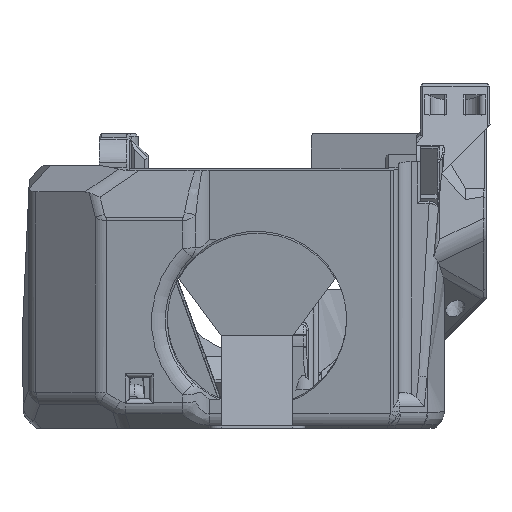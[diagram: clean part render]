
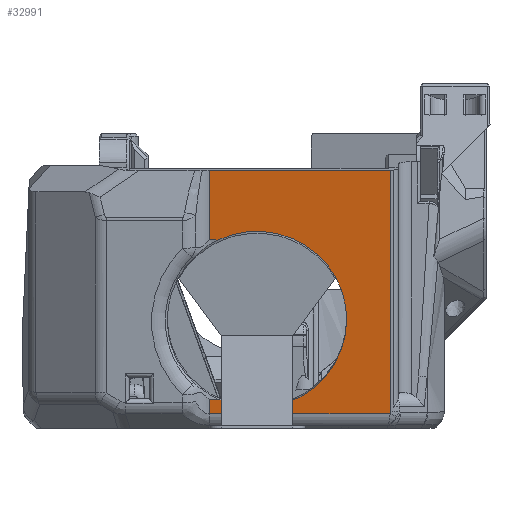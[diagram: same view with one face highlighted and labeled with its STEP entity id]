
A CAD part, left-side view. The second image highlights one B-rep face of the part: STEP entity #32991.
In plain terms, the highlighted planar face has unit normal (-0.985, 0, -0.174).
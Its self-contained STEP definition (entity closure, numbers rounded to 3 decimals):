
#573=ELLIPSE('',#35643,1.92,1.);
#1360=B_SPLINE_CURVE_WITH_KNOTS('',3,(#55429,#55430,#55431,#55432),
 .UNSPECIFIED.,.F.,.F.,(4,4),(0.,0.001),.UNSPECIFIED.);
#1368=B_SPLINE_CURVE_WITH_KNOTS('',3,(#55581,#55582,#55583,#55584),
 .UNSPECIFIED.,.F.,.F.,(4,4),(0.,0.001),.UNSPECIFIED.);
#2250=CIRCLE('',#35644,14.);
#7280=ORIENTED_EDGE('',*,*,#15551,.T.);
#7281=ORIENTED_EDGE('',*,*,#15617,.T.);
#7282=ORIENTED_EDGE('',*,*,#15615,.F.);
#7283=ORIENTED_EDGE('',*,*,#15618,.F.);
#7284=ORIENTED_EDGE('',*,*,#15619,.T.);
#7285=ORIENTED_EDGE('',*,*,#15620,.T.);
#7286=ORIENTED_EDGE('',*,*,#15621,.T.);
#7287=ORIENTED_EDGE('',*,*,#15554,.T.);
#7288=ORIENTED_EDGE('',*,*,#15552,.T.);
#15551=EDGE_CURVE('',#19790,#19862,#22639,.T.);
#15552=EDGE_CURVE('',#19863,#19790,#22640,.F.);
#15554=EDGE_CURVE('',#19864,#19863,#1360,.T.);
#15615=EDGE_CURVE('',#19905,#19906,#22684,.F.);
#15617=EDGE_CURVE('',#19862,#19906,#573,.F.);
#15618=EDGE_CURVE('',#19907,#19905,#22685,.T.);
#15619=EDGE_CURVE('',#19907,#19908,#22686,.F.);
#15620=EDGE_CURVE('',#19908,#19909,#1368,.F.);
#15621=EDGE_CURVE('',#19909,#19864,#2250,.T.);
#19790=VERTEX_POINT('',#55146);
#19862=VERTEX_POINT('',#55396);
#19863=VERTEX_POINT('',#55400);
#19864=VERTEX_POINT('',#55433);
#19905=VERTEX_POINT('',#55571);
#19906=VERTEX_POINT('',#55573);
#19907=VERTEX_POINT('',#55578);
#19908=VERTEX_POINT('',#55580);
#19909=VERTEX_POINT('',#55585);
#22639=LINE('',#55397,#25599);
#22640=LINE('',#55399,#25600);
#22684=LINE('',#55572,#25644);
#22685=LINE('',#55577,#25645);
#22686=LINE('',#55579,#25646);
#25599=VECTOR('',#41103,1000.);
#25600=VECTOR('',#41106,1000.);
#25644=VECTOR('',#41198,1000.);
#25645=VECTOR('',#41205,1000.);
#25646=VECTOR('',#41206,1000.);
#27893=EDGE_LOOP('',(#7280,#7281,#7282,#7283,#7284,#7285,#7286,#7287,#7288));
#29933=FACE_BOUND('',#27893,.T.);
#31592=PLANE('',#35642);
#32991=ADVANCED_FACE('',(#29933),#31592,.F.);
#35642=AXIS2_PLACEMENT_3D('',#55575,#41201,#41202);
#35643=AXIS2_PLACEMENT_3D('',#55576,#41203,#41204);
#35644=AXIS2_PLACEMENT_3D('',#55586,#41207,#41208);
#41103=DIRECTION('',(0.,-1.,0.));
#41106=DIRECTION('',(-0.174,0.,0.985));
#41198=DIRECTION('',(-0.174,0.,0.985));
#41201=DIRECTION('',(0.985,0.,0.174));
#41202=DIRECTION('',(-0.174,0.,0.985));
#41203=DIRECTION('',(0.985,0.,0.174));
#41204=DIRECTION('',(0.126,-0.686,-0.716));
#41205=DIRECTION('',(0.,-1.,0.));
#41206=DIRECTION('',(-0.174,0.,0.985));
#41207=DIRECTION('',(0.985,0.,0.174));
#41208=DIRECTION('',(-0.174,0.,0.985));
#55146=CARTESIAN_POINT('',(-27.864,12.27,2.262));
#55396=CARTESIAN_POINT('',(-27.864,-15.951,2.262));
#55397=CARTESIAN_POINT('',(-27.864,-14.655,2.262));
#55399=CARTESIAN_POINT('',(-31.185,12.27,21.099));
#55400=CARTESIAN_POINT('',(-28.255,12.27,4.482));
#55429=CARTESIAN_POINT('',(-28.27,10.952,4.562));
#55430=CARTESIAN_POINT('',(-28.27,11.393,4.564));
#55431=CARTESIAN_POINT('',(-28.265,11.833,4.537));
#55432=CARTESIAN_POINT('',(-28.255,12.27,4.482));
#55433=CARTESIAN_POINT('',(-28.27,10.952,4.562));
#55571=CARTESIAN_POINT('',(-34.572,-16.002,40.304));
#55572=CARTESIAN_POINT('',(-7.663,-16.002,-112.301));
#55573=CARTESIAN_POINT('',(-27.916,-16.002,2.558));
#55575=CARTESIAN_POINT('',(-31.185,24.853,21.099));
#55576=CARTESIAN_POINT('',(-28.071,-14.497,3.435));
#55577=CARTESIAN_POINT('',(-34.572,24.853,40.304));
#55578=CARTESIAN_POINT('',(-34.572,12.27,40.304));
#55579=CARTESIAN_POINT('',(-31.185,12.27,21.099));
#55580=CARTESIAN_POINT('',(-32.66,12.27,29.463));
#55581=CARTESIAN_POINT('',(-32.646,10.952,29.383));
#55582=CARTESIAN_POINT('',(-32.646,11.393,29.381));
#55583=CARTESIAN_POINT('',(-32.651,11.833,29.409));
#55584=CARTESIAN_POINT('',(-32.66,12.27,29.463));
#55585=CARTESIAN_POINT('',(-32.646,10.952,29.383));
#55586=CARTESIAN_POINT('',(-30.458,4.853,16.973));
